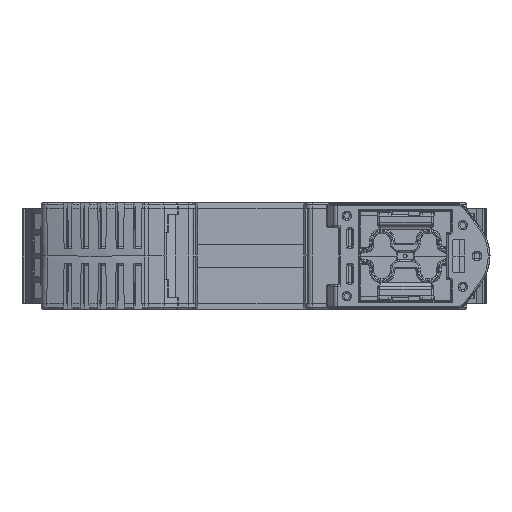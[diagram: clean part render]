
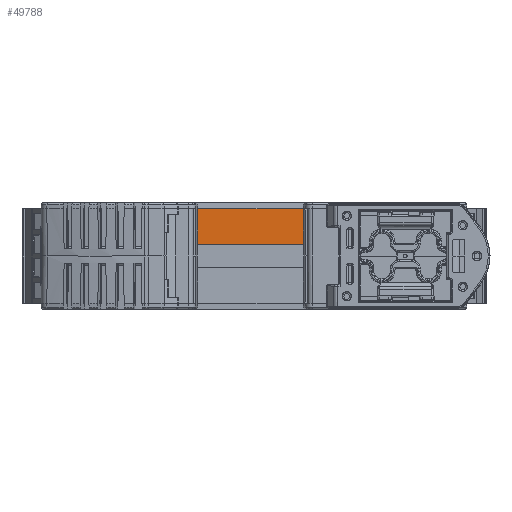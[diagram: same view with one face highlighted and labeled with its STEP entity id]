
A CAD part, left-side view. The second image highlights one B-rep face of the part: STEP entity #49788.
In plain terms, the highlighted planar face has unit normal (-1, 0, -0.009).
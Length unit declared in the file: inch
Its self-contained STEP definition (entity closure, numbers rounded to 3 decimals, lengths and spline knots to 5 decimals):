
#328 = CARTESIAN_POINT ( 'NONE',  ( -1.82727, 0.47181, 0. ) ) ;
#13914 = VECTOR ( 'NONE', #57473, 39.37008 ) ;
#24132 = VERTEX_POINT ( 'NONE', #54439 ) ;
#31871 = DIRECTION ( 'NONE',  ( 0.009, -0.008, -1. ) ) ;
#33866 = CARTESIAN_POINT ( 'NONE',  ( -1.83071, 0.4688, 0.3937 ) ) ;
#33999 = LINE ( 'NONE', #328, #13914 ) ;
#35911 = DIRECTION ( 'NONE',  ( 0.009, 0., -1. ) ) ;
#46096 = EDGE_CURVE ( 'NONE', #82011, #24132, #33999, .T. ) ;
#49788 = ADVANCED_FACE ( 'NONE', ( #93044 ), #114293, .T. ) ;
#52542 = CARTESIAN_POINT ( 'NONE',  ( -1.82813, 0.4688, 0.09816 ) ) ;
#53254 = LINE ( 'NONE', #52542, #111602 ) ;
#54196 = ORIENTED_EDGE ( 'NONE', *, *, #62645, .F. ) ;
#54439 = CARTESIAN_POINT ( 'NONE',  ( -1.83071, 0.4688, 0.3937 ) ) ;
#57473 = DIRECTION ( 'NONE',  ( -0.009, -0.008, 1. ) ) ;
#62645 = EDGE_CURVE ( 'NONE', #24132, #99600, #134256, .T. ) ;
#66505 = ORIENTED_EDGE ( 'NONE', *, *, #98251, .F. ) ;
#69656 = EDGE_LOOP ( 'NONE', ( #66505, #79544, #54196, #122964 ) ) ;
#76681 = DIRECTION ( 'NONE',  ( 0., 1., 0. ) ) ;
#78599 = DIRECTION ( 'NONE',  ( 0., -1., 0. ) ) ;
#79544 = ORIENTED_EDGE ( 'NONE', *, *, #116040, .F. ) ;
#80642 = DIRECTION ( 'NONE',  ( -1., 0., -0.009 ) ) ;
#82011 = VERTEX_POINT ( 'NONE', #83254 ) ;
#83254 = CARTESIAN_POINT ( 'NONE',  ( -1.82813, 0.47106, 0.09816 ) ) ;
#86859 = LINE ( 'NONE', #132266, #118370 ) ;
#90219 = VERTEX_POINT ( 'NONE', #107450 ) ;
#93044 = FACE_OUTER_BOUND ( 'NONE', #69656, .T. ) ;
#98251 = EDGE_CURVE ( 'NONE', #90219, #82011, #53254, .T. ) ;
#99600 = VERTEX_POINT ( 'NONE', #135993 ) ;
#104742 = CARTESIAN_POINT ( 'NONE',  ( -1.83071, 0.4688, 0.3937 ) ) ;
#107450 = CARTESIAN_POINT ( 'NONE',  ( -1.82813, -0.41141, 0.09816 ) ) ;
#111602 = VECTOR ( 'NONE', #76681, 39.37008 ) ;
#114293 = PLANE ( 'NONE',  #124090 ) ;
#116040 = EDGE_CURVE ( 'NONE', #99600, #90219, #86859, .T. ) ;
#116981 = VECTOR ( 'NONE', #78599, 39.37008 ) ;
#118370 = VECTOR ( 'NONE', #31871, 39.37008 ) ;
#122964 = ORIENTED_EDGE ( 'NONE', *, *, #46096, .F. ) ;
#124090 = AXIS2_PLACEMENT_3D ( 'NONE', #104742, #80642, #35911 ) ;
#132266 = CARTESIAN_POINT ( 'NONE',  ( -1.83071, -0.40915, 0.3937 ) ) ;
#134256 = LINE ( 'NONE', #33866, #116981 ) ;
#135993 = CARTESIAN_POINT ( 'NONE',  ( -1.83071, -0.40915, 0.3937 ) ) ;
